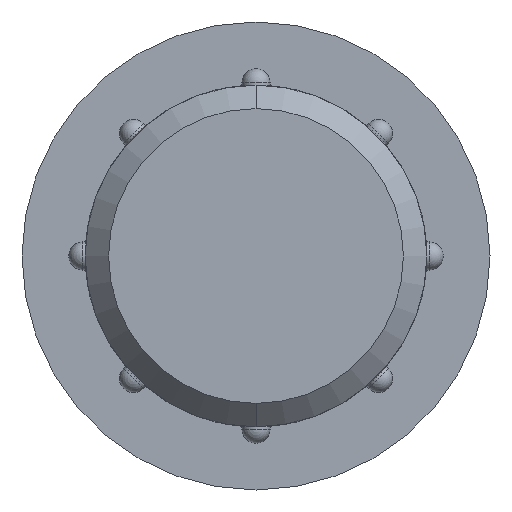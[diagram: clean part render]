
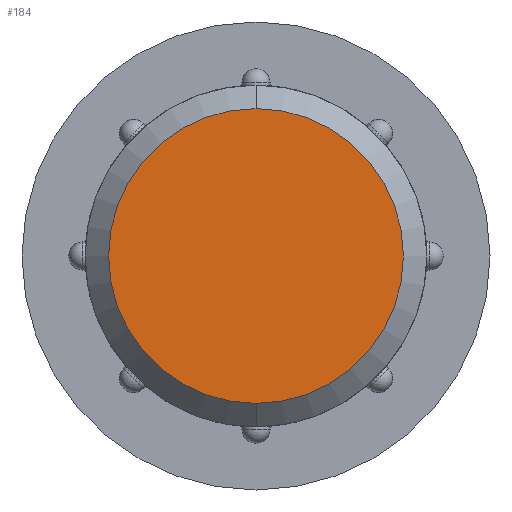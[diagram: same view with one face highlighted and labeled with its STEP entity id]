
A CAD part, front view. The second image highlights one B-rep face of the part: STEP entity #184.
In plain terms, the highlighted planar face has unit normal (0, -1, 0).
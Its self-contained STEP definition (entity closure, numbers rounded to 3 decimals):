
#148 = EDGE_LOOP ( 'NONE', ( #189, #179 ) ) ;
#179 = ORIENTED_EDGE ( 'NONE', *, *, #606, .F. ) ;
#184 = ADVANCED_FACE ( 'NONE', ( #1041 ), #1037, .F. ) ;
#187 = EDGE_CURVE ( 'NONE', #583, #626, #1031, .T. ) ;
#189 = ORIENTED_EDGE ( 'NONE', *, *, #187, .F. ) ;
#583 = VERTEX_POINT ( 'NONE', #1531 ) ;
#606 = EDGE_CURVE ( 'NONE', #626, #583, #1603, .T. ) ;
#626 = VERTEX_POINT ( 'NONE', #1627 ) ;
#993 = AXIS2_PLACEMENT_3D ( 'NONE', #1010, #1025, #1024 ) ;
#1010 = CARTESIAN_POINT ( 'NONE',  ( 0., 7.5, 0. ) ) ;
#1024 = DIRECTION ( 'NONE',  ( 0., 0., 1. ) ) ;
#1025 = DIRECTION ( 'NONE',  ( 0., 1., 0. ) ) ;
#1028 = DIRECTION ( 'NONE',  ( 0., 0., 1. ) ) ;
#1029 = DIRECTION ( 'NONE',  ( 0., 1., 0. ) ) ;
#1030 = CARTESIAN_POINT ( 'NONE',  ( -5., 7.5, 0. ) ) ;
#1031 = CIRCLE ( 'NONE', #993, 3.15 ) ;
#1037 = PLANE ( 'NONE',  #1045 ) ;
#1041 = FACE_OUTER_BOUND ( 'NONE', #148, .T. ) ;
#1045 = AXIS2_PLACEMENT_3D ( 'NONE', #1030, #1029, #1028 ) ;
#1531 = CARTESIAN_POINT ( 'NONE',  ( 0., 7.5, 3.15 ) ) ;
#1568 = CARTESIAN_POINT ( 'NONE',  ( 0., 7.5, 0. ) ) ;
#1591 = DIRECTION ( 'NONE',  ( 0., 0., 1. ) ) ;
#1597 = AXIS2_PLACEMENT_3D ( 'NONE', #1568, #1617, #1591 ) ;
#1603 = CIRCLE ( 'NONE', #1597, 3.15 ) ;
#1617 = DIRECTION ( 'NONE',  ( 0., 1., 0. ) ) ;
#1627 = CARTESIAN_POINT ( 'NONE',  ( 0., 7.5, -3.15 ) ) ;
